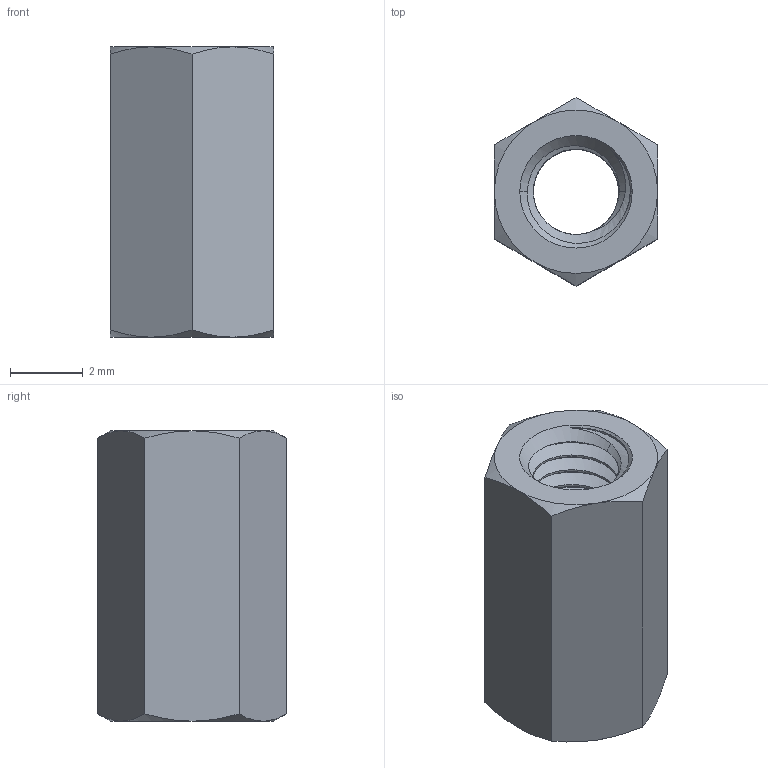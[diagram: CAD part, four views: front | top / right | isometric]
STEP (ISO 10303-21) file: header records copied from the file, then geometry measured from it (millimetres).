
FILE_DESCRIPTION (( 'STEP AP203' ), '1' );
FILE_NAME ('92080A004_Zinc-Plated Brass Female Threaded Hex Standoff.STEP', '2021-07-11T09:30:03', ( 'Administrator' ), ( 'Managed by Terraform' ), 'SwSTEP 2.0', 'SolidWorks 2017', '' );
FILE_SCHEMA (( 'CONFIG_CONTROL_DESIGN' ));
Length unit declared in the file: millimetre
Products named in the file (1): 92080A004_Zinc-Plated Brass Female Threaded Hex Standoff
Bounding box: 4.5 x 5.2 x 8 mm (x, y, z)
Volume: 94.2 mm3; surface area: 259.9 mm2
Topology: 1 solids, 1 shells, 62 faces, 168 edges, 108 vertices
Faces by surface type: cylinder 33, cone 18, plane 8, bspline 3
Entity records: 4034 total; most frequent: CARTESIAN_POINT 2670, ORIENTED_EDGE 336, DIRECTION 200, EDGE_CURVE 168, VERTEX_POINT 108, AXIS2_PLACEMENT_3D 78, EDGE_LOOP 64, FACE_OUTER_BOUND 62
